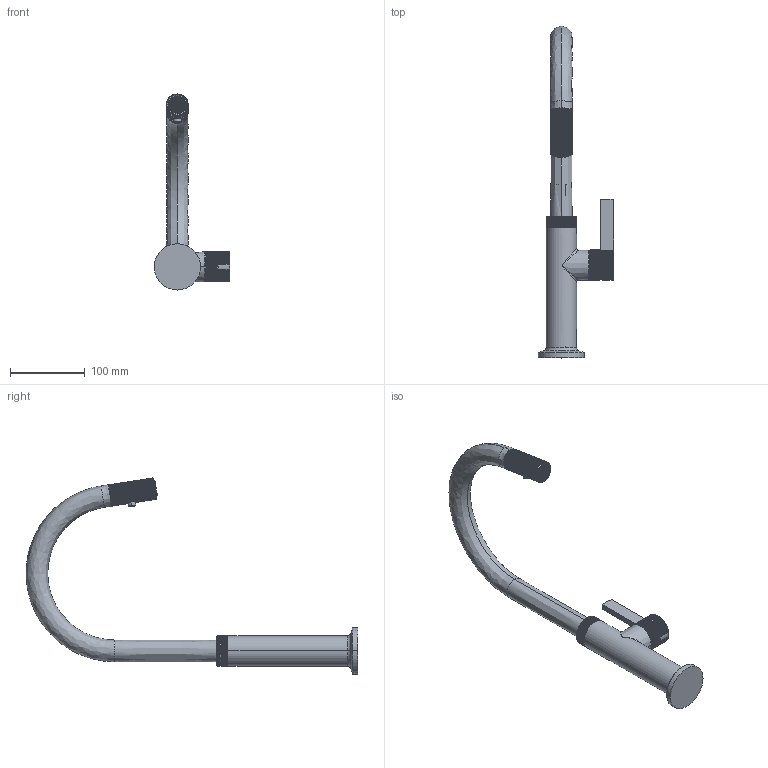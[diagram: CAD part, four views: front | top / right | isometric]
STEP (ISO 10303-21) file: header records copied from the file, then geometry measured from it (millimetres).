
FILE_DESCRIPTION((''),'2;1');
FILE_NAME('3230-5143_ASM','2025-04-23T19:32:49',('SwamiS'),(''),'CREO PARAMETRIC BY PTC INC, 2023134','CREO PARAMETRIC BY PTC INC, 2023134','');
FILE_SCHEMA(('CONFIG_CONTROL_DESIGN'));
Length unit declared in the file: inch
Products named in the file (32): 13824; 13672; 91712; 13385; 91544_ASM; 11877A_ASM; 1-286A_ASM; 1-458_ASM; 1-457_ASM; 1-256_ASM; 3-766_ASM; 14070; 13872; 20-714_ASM; 13993; 2201S01_1_1_1; A010_1_1_1; 15WD-NP_1_1_1_1; 15WD-NP_1_2_1_1; 15WD-NP_1_ASM_1_ASM_1_ASM; A011_1_1_1; DP14X10X2_1_1_1; A012_1_1_1; 2201-T_ASM_1_ASM_1_ASM_1_ASM; THE_FIRST_SPRAY_ASM_1_ASM; 10-332_ASM; 13975; 3-799_ASM; 13886; 13887; 20-723_ASM; 3230-5143_ASM
Assembly tree (31 placements, depth 7):
  3230-5143_ASM
    3-766_ASM
      13824
      13672
      91712
      13385
      91544_ASM
      11877A_ASM
      1-286A_ASM
      1-458_ASM
      1-457_ASM
      1-256_ASM
    14070
    20-714_ASM
      13872
    3-799_ASM
      13993
      10-332_ASM
        THE_FIRST_SPRAY_ASM_1_ASM
          2201-T_ASM_1_ASM_1_ASM_1_ASM
            2201S01_1_1_1
            A010_1_1_1
            15WD-NP_1_ASM_1_ASM_1_ASM
              15WD-NP_1_1_1_1
              15WD-NP_1_2_1_1
            A011_1_1_1
            DP14X10X2_1_1_1
            A012_1_1_1
      13975
    13886
    20-723_ASM
      13887
Bounding box: 100.89 x 442.96 x 261.65 mm (x, y, z)
Volume: 692934.8 mm3; surface area: 135946 mm2
Topology: 18 solids, 30 shells, 2712 faces, 7721 edges, 5082 vertices
Faces by surface type: plane 1592, cylinder 831, torus 95, cone 90, bspline 88, sphere 16
Entity records: 101217 total; most frequent: CARTESIAN_POINT 30424, ORIENTED_EDGE 15396, DIRECTION 13717, EDGE_CURVE 7712, VERTEX_POINT 5082, AXIS2_PLACEMENT_3D 4730, VECTOR 4257, LINE 4257
